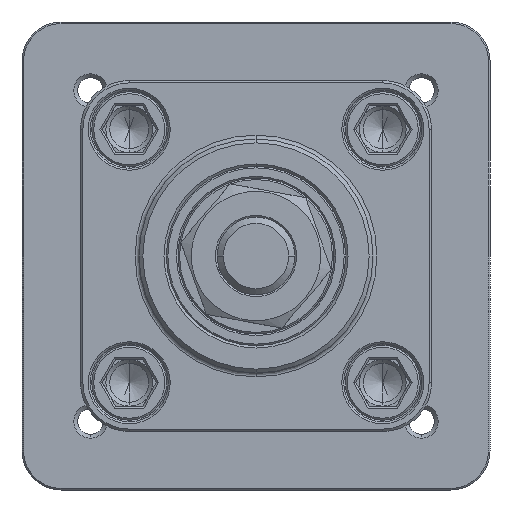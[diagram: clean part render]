
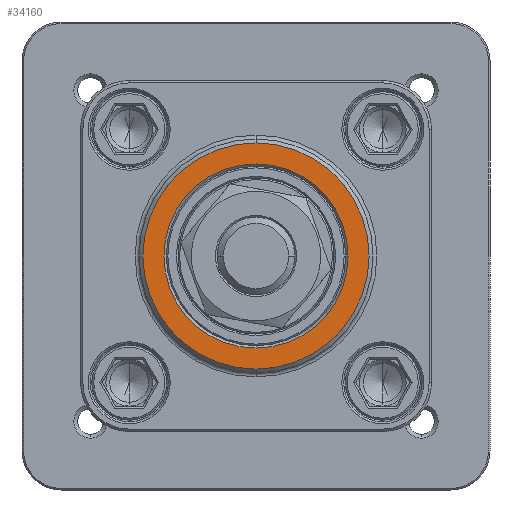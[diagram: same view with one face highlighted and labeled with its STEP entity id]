
A CAD part, front view. The second image highlights one B-rep face of the part: STEP entity #34160.
In plain terms, the highlighted planar face has unit normal (0, -1, 0).
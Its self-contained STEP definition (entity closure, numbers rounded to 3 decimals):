
#11208 = DIRECTION ( 'NONE',  ( 0., 0., -1. ) ) ;
#11209 = DIRECTION ( 'NONE',  ( 0., 1., 0. ) ) ;
#11210 = AXIS2_PLACEMENT_3D ( 'NONE', #11216, #11209, #11208 ) ;
#11211 = CIRCLE ( 'NONE', #11210, 11.8 ) ;
#11216 = CARTESIAN_POINT ( 'NONE',  ( 0., -16., 0. ) ) ;
#11241 = FACE_OUTER_BOUND ( 'NONE', #34141, .T. ) ;
#11242 = FACE_BOUND ( 'NONE', #34161, .T. ) ;
#11270 = DIRECTION ( 'NONE',  ( 0., 0., -1. ) ) ;
#11271 = DIRECTION ( 'NONE',  ( 0., -1., 0. ) ) ;
#11272 = CARTESIAN_POINT ( 'NONE',  ( 0., -16., 0. ) ) ;
#11273 = AXIS2_PLACEMENT_3D ( 'NONE', #11272, #11271, #11270 ) ;
#11274 = CIRCLE ( 'NONE', #11273, 14.5 ) ;
#11300 = DIRECTION ( 'NONE',  ( 0., 0., -1. ) ) ;
#11301 = DIRECTION ( 'NONE',  ( 0., -1., 0. ) ) ;
#11302 = CARTESIAN_POINT ( 'NONE',  ( 0., -16., 0. ) ) ;
#11303 = AXIS2_PLACEMENT_3D ( 'NONE', #11302, #11301, #11300 ) ;
#11304 = PLANE ( 'NONE',  #11303 ) ;
#16652 = VERTEX_POINT ( 'NONE', #36037 ) ;
#18153 = VERTEX_POINT ( 'NONE', #21893 ) ;
#18177 = EDGE_CURVE ( 'NONE', #18153, #16652, #21916, .T. ) ;
#21893 = CARTESIAN_POINT ( 'NONE',  ( 0., -16., -11.8 ) ) ;
#21909 = DIRECTION ( 'NONE',  ( 0., 1., 0. ) ) ;
#21910 = CARTESIAN_POINT ( 'NONE',  ( 0., -16., 0. ) ) ;
#21911 = AXIS2_PLACEMENT_3D ( 'NONE', #21910, #21909, #21963 ) ;
#21916 = CIRCLE ( 'NONE', #21911, 11.8 ) ;
#21963 = DIRECTION ( 'NONE',  ( 0., 0., -1. ) ) ;
#22651 = DIRECTION ( 'NONE',  ( 0., 0., -1. ) ) ;
#22652 = DIRECTION ( 'NONE',  ( 0., -1., 0. ) ) ;
#22653 = CARTESIAN_POINT ( 'NONE',  ( 0., -16., 0. ) ) ;
#22654 = AXIS2_PLACEMENT_3D ( 'NONE', #22653, #22652, #22651 ) ;
#22655 = CIRCLE ( 'NONE', #22654, 14.5 ) ;
#22995 = CARTESIAN_POINT ( 'NONE',  ( 0., -16., -14.5 ) ) ;
#23121 = CARTESIAN_POINT ( 'NONE',  ( 0., -16., 14.5 ) ) ;
#23905 = EDGE_CURVE ( 'NONE', #24132, #24225, #22655, .T. ) ;
#24132 = VERTEX_POINT ( 'NONE', #22995 ) ;
#24225 = VERTEX_POINT ( 'NONE', #23121 ) ;
#34138 = ORIENTED_EDGE ( 'NONE', *, *, #18177, .T. ) ;
#34139 = ORIENTED_EDGE ( 'NONE', *, *, #34140, .T. ) ;
#34140 = EDGE_CURVE ( 'NONE', #16652, #18153, #11211, .T. ) ;
#34141 = EDGE_LOOP ( 'NONE', ( #34142, #34144 ) ) ;
#34142 = ORIENTED_EDGE ( 'NONE', *, *, #34143, .T. ) ;
#34143 = EDGE_CURVE ( 'NONE', #24225, #24132, #11274, .T. ) ;
#34144 = ORIENTED_EDGE ( 'NONE', *, *, #23905, .T. ) ;
#34160 = ADVANCED_FACE ( 'NONE', ( #11242, #11241 ), #11304, .T. ) ;
#34161 = EDGE_LOOP ( 'NONE', ( #34138, #34139 ) ) ;
#36037 = CARTESIAN_POINT ( 'NONE',  ( 0., -16., 11.8 ) ) ;
